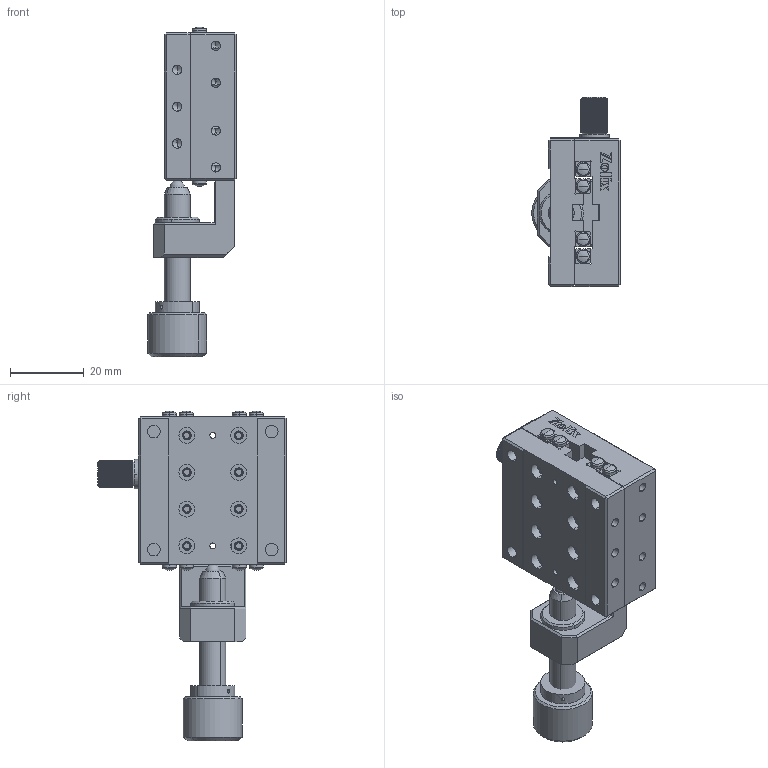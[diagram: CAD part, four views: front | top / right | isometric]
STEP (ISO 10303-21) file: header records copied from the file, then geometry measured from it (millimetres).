
FILE_DESCRIPTION (( 'STEP AP203' ), '1' );
FILE_NAME ('SK13-40CZ.step', '2019-05-08T07:32:27', ( '' ), ( '' ), 'SwSTEP 2.0', 'SolidWorks 2017', '' );
FILE_SCHEMA (( 'CONFIG_CONTROL_DESIGN' ));
Length unit declared in the file: millimetre
Products named in the file (1): SK13-40CZ
Bounding box: 23.97 x 51.3 x 89.53 mm (x, y, z)
Volume: 34032.1 mm3; surface area: 23322.3 mm2
Topology: 15 solids, 15 shells, 1116 faces, 2945 edges, 1857 vertices
Faces by surface type: cylinder 473, plane 459, cone 150, bspline 32, sphere 2
Entity records: 35559 total; most frequent: CARTESIAN_POINT 8284, ORIENTED_EDGE 5772, DIRECTION 5453, EDGE_CURVE 2886, AXIS2_PLACEMENT_3D 1941, VERTEX_POINT 1854, VECTOR 1571, LINE 1571
